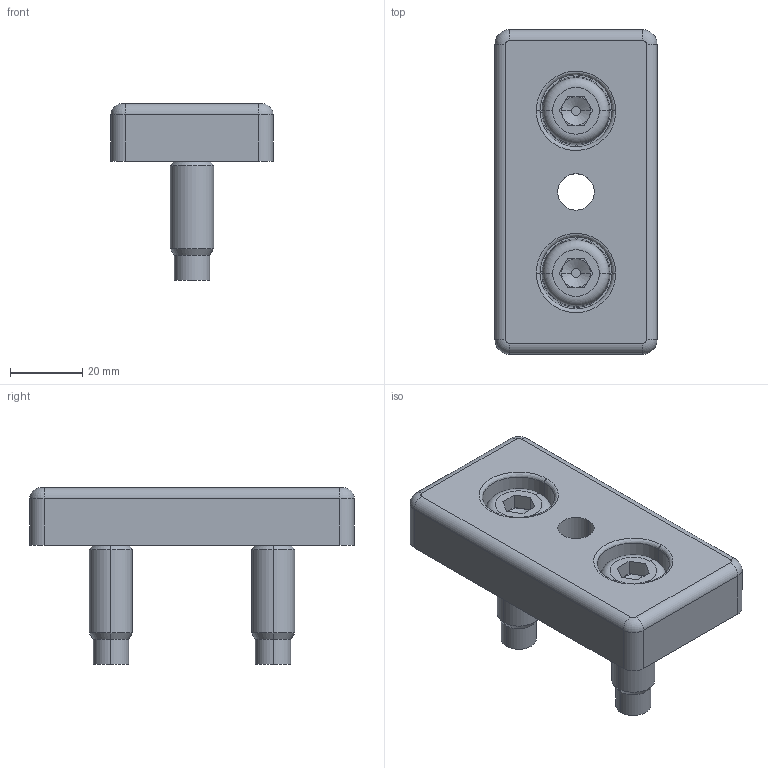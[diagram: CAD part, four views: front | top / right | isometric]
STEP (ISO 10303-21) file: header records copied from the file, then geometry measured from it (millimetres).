
FILE_DESCRIPTION (( 'STEP AP203' ), '1' );
FILE_NAME ('151259.step', '2022-08-25T18:11:54', ( '' ), ( '' ), 'SwSTEP 2.0', 'SolidWorks 2021', '' );
FILE_SCHEMA (( 'CONFIG_CONTROL_DESIGN' ));
Length unit declared in the file: inch
Products named in the file (1): 151259
Bounding box: 45 x 90 x 49 mm (x, y, z)
Volume: 49405.1 mm3; surface area: 24013 mm2
Topology: 3 solids, 3 shells, 342 faces, 934 edges, 608 vertices
Faces by surface type: plane 238, cylinder 76, cone 16, torus 8, bspline 4
Entity records: 10935 total; most frequent: CARTESIAN_POINT 2767, ORIENTED_EDGE 1868, DIRECTION 1526, EDGE_CURVE 934, VERTEX_POINT 608, AXIS2_PLACEMENT_3D 527, VECTOR 472, LINE 472
